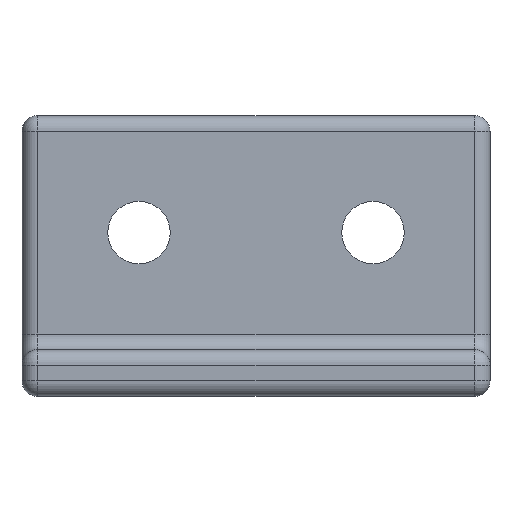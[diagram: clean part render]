
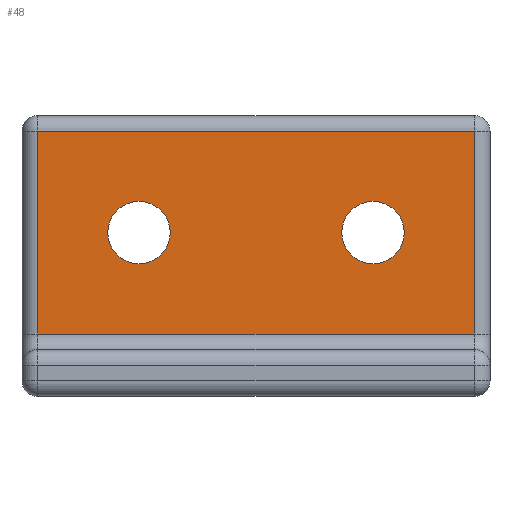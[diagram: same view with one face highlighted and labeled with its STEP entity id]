
A CAD part, left-side view. The second image highlights one B-rep face of the part: STEP entity #48.
In plain terms, the highlighted planar face has unit normal (-1, 0, 0).
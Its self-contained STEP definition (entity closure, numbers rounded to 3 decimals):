
#48=ADVANCED_FACE('',(#90,#92,#94),#96,.T.);
#90=FACE_BOUND('',#91,.T.);
#91=EDGE_LOOP('',(#408,#409,#410,#411));
#92=FACE_BOUND('',#93,.T.);
#93=EDGE_LOOP('',(#412));
#94=FACE_BOUND('',#95,.T.);
#95=EDGE_LOOP('',(#413));
#96=PLANE('',#97);
#97=AXIS2_PLACEMENT_3D('',#98,#99,#100);
#98=CARTESIAN_POINT('',(-3.,0.,3.));
#99=DIRECTION('',(-1.,0.,0.));
#100=DIRECTION('',(0.,-1.,0.));
#408=ORIENTED_EDGE('',*,*,#572,.F.);
#409=ORIENTED_EDGE('',*,*,#573,.T.);
#410=ORIENTED_EDGE('',*,*,#574,.T.);
#411=ORIENTED_EDGE('',*,*,#575,.F.);
#412=ORIENTED_EDGE('',*,*,#576,.T.);
#413=ORIENTED_EDGE('',*,*,#577,.T.);
#572=EDGE_CURVE('',#654,#655,#656,.T.);
#573=EDGE_CURVE('',#654,#657,#658,.T.);
#574=EDGE_CURVE('',#657,#659,#660,.T.);
#575=EDGE_CURVE('',#655,#659,#661,.T.);
#576=EDGE_CURVE('',#662,#662,#663,.F.);
#577=EDGE_CURVE('',#664,#664,#665,.F.);
#654=VERTEX_POINT('',#782);
#655=VERTEX_POINT('',#783);
#656=LINE('',#784,#785);
#657=VERTEX_POINT('',#787);
#658=LINE('',#788,#789);
#659=VERTEX_POINT('',#791);
#660=LINE('',#792,#793);
#661=LINE('',#795,#796);
#662=VERTEX_POINT('',#798);
#663=CIRCLE('',#799,2.);
#664=VERTEX_POINT('',#803);
#665=CIRCLE('',#804,2.);
#782=CARTESIAN_POINT('',(-3.,-1.,4.));
#783=CARTESIAN_POINT('',(-3.,-1.,17.));
#784=CARTESIAN_POINT('',(-3.,-1.,4.));
#785=VECTOR('',#786,1.);
#786=DIRECTION('',(0.,0.,1.));
#787=CARTESIAN_POINT('',(-3.,-29.,4.));
#788=CARTESIAN_POINT('',(-3.,-1.,4.));
#789=VECTOR('',#790,1.);
#790=DIRECTION('',(0.,-1.,0.));
#791=CARTESIAN_POINT('',(-3.,-29.,17.));
#792=CARTESIAN_POINT('',(-3.,-29.,4.));
#793=VECTOR('',#794,1.);
#794=DIRECTION('',(0.,0.,1.));
#795=CARTESIAN_POINT('',(-3.,-1.,17.));
#796=VECTOR('',#797,1.);
#797=DIRECTION('',(0.,-1.,0.));
#798=CARTESIAN_POINT('',(-3.,-7.5,8.5));
#799=AXIS2_PLACEMENT_3D('',#800,#801,#802);
#800=CARTESIAN_POINT('',(-3.,-7.5,10.5));
#801=DIRECTION('',(-1.,0.,0.));
#802=DIRECTION('',(0.,0.,-1.));
#803=CARTESIAN_POINT('',(-3.,-22.5,8.5));
#804=AXIS2_PLACEMENT_3D('',#805,#806,#807);
#805=CARTESIAN_POINT('',(-3.,-22.5,10.5));
#806=DIRECTION('',(-1.,0.,0.));
#807=DIRECTION('',(0.,0.,-1.));
